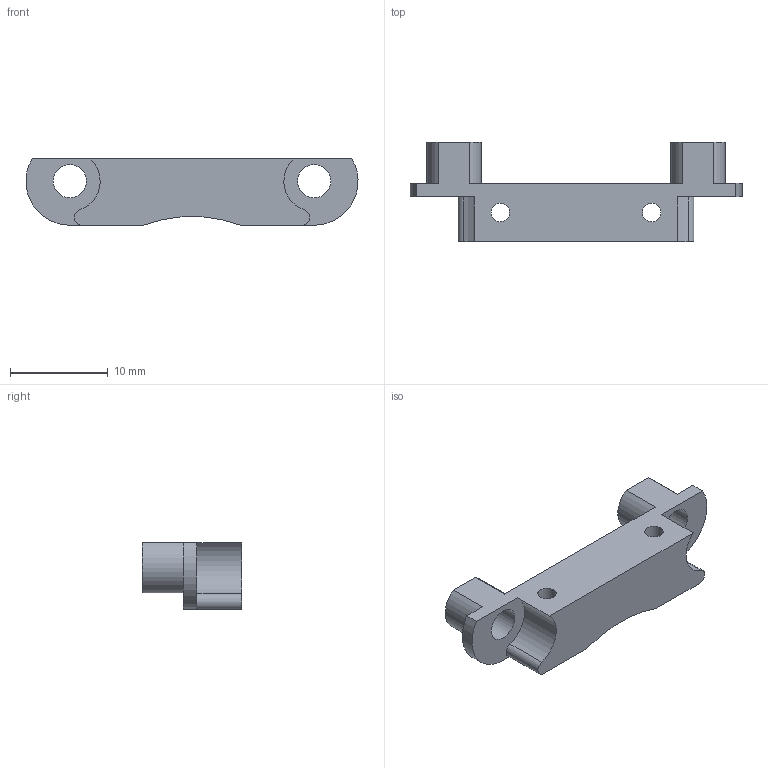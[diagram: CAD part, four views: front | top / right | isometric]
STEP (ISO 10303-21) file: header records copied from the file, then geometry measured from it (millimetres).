
FILE_DESCRIPTION(/* description */ (''),/* implementation_level */ '2;1');
FILE_NAME(/* name */ 'ADXL_Front_Mount_MiniSB_v4.step',/* time_stamp */ '2023-03-07T12:56:53+01:00',/* author */ (''),/* organization */ (''),/* preprocessor_version */ 'ST-DEVELOPER v19.2',/* originating_system */ 'Autodesk Translation Framework v11.17.0.187',/* authorisation */ '');
FILE_SCHEMA (('AUTOMOTIVE_DESIGN { 1 0 10303 214 3 1 1 }'));
Length unit declared in the file: millimetre
Products named in the file (1): ADXL Front Mount MiniSB
Bounding box: 33.99 x 10.2 x 6.8 mm (x, y, z)
Volume: 977.5 mm3; surface area: 1118.7 mm2
Topology: 1 solids, 1 shells, 22 faces, 60 edges, 40 vertices
Faces by surface type: cylinder 13, plane 9
Full cylindrical faces by diameter (mm): 1.9 x2, 3.4 x2
Entity records: 748 total; most frequent: DIRECTION 132, CARTESIAN_POINT 123, ORIENTED_EDGE 120, EDGE_CURVE 60, AXIS2_PLACEMENT_3D 49, VERTEX_POINT 40, LINE 34, VECTOR 34
